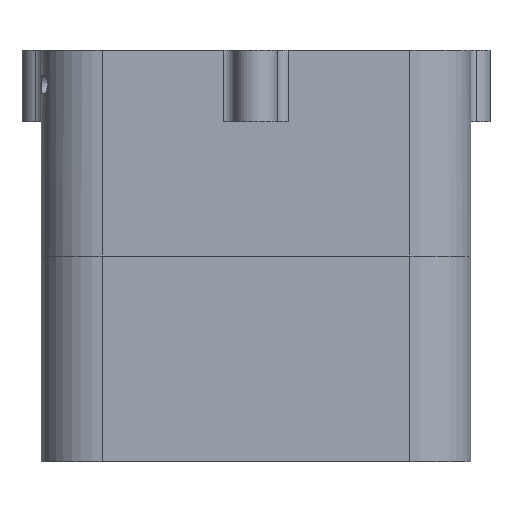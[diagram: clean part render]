
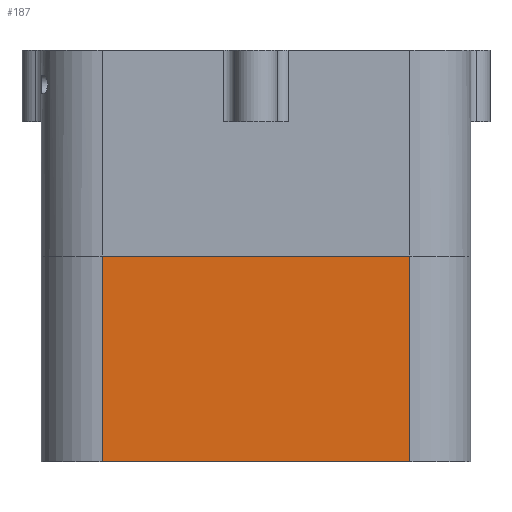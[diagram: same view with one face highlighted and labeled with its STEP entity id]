
A CAD part, front view. The second image highlights one B-rep face of the part: STEP entity #187.
In plain terms, the highlighted planar face has unit normal (0, -1, 0).
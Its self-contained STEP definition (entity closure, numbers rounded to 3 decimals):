
#187 = ADVANCED_FACE( '', ( #339 ), #340, .F. );
#339 = FACE_OUTER_BOUND( '', #494, .T. );
#340 = PLANE( '', #495 );
#494 = EDGE_LOOP( '', ( #1020, #1021, #1022, #1023 ) );
#495 = AXIS2_PLACEMENT_3D( '', #1024, #1025, #1026 );
#1020 = ORIENTED_EDGE( '', *, *, #1176, .F. );
#1021 = ORIENTED_EDGE( '', *, *, #1214, .T. );
#1022 = ORIENTED_EDGE( '', *, *, #1217, .T. );
#1023 = ORIENTED_EDGE( '', *, *, #1180, .F. );
#1024 = CARTESIAN_POINT( '', ( -43., -17., 57.5 ) );
#1025 = DIRECTION( '', ( 0., 1., 0. ) );
#1026 = DIRECTION( '', ( 1., 0., 0. ) );
#1176 = EDGE_CURVE( '', #1434, #1437, #1438, .T. );
#1180 = EDGE_CURVE( '', #1437, #1444, #1445, .T. );
#1214 = EDGE_CURVE( '', #1434, #1499, #1500, .T. );
#1217 = EDGE_CURVE( '', #1499, #1444, #1504, .T. );
#1434 = VERTEX_POINT( '', #1902 );
#1437 = VERTEX_POINT( '', #1905 );
#1438 = LINE( '', #1906, #1907 );
#1444 = VERTEX_POINT( '', #1915 );
#1445 = LINE( '', #1916, #1917 );
#1499 = VERTEX_POINT( '', #1993 );
#1500 = LINE( '', #1994, #1995 );
#1504 = LINE( '', #2000, #2001 );
#1902 = CARTESIAN_POINT( '', ( -43., -17., 0. ) );
#1905 = CARTESIAN_POINT( '', ( 43., -17., 0. ) );
#1906 = CARTESIAN_POINT( '', ( -43., -17., 0. ) );
#1907 = VECTOR( '', #2232, 1000. );
#1915 = CARTESIAN_POINT( '', ( 43., -17., -57.5 ) );
#1916 = CARTESIAN_POINT( '', ( 43., -17., 57.5 ) );
#1917 = VECTOR( '', #2238, 1000. );
#1993 = CARTESIAN_POINT( '', ( -43., -17., -57.5 ) );
#1994 = CARTESIAN_POINT( '', ( -43., -17., 57.5 ) );
#1995 = VECTOR( '', #2294, 1000. );
#2000 = CARTESIAN_POINT( '', ( -43., -17., -57.5 ) );
#2001 = VECTOR( '', #2299, 1000. );
#2232 = DIRECTION( '', ( 1., 0., 0. ) );
#2238 = DIRECTION( '', ( 0., 0., -1. ) );
#2294 = DIRECTION( '', ( 0., 0., -1. ) );
#2299 = DIRECTION( '', ( 1., 0., 0. ) );
